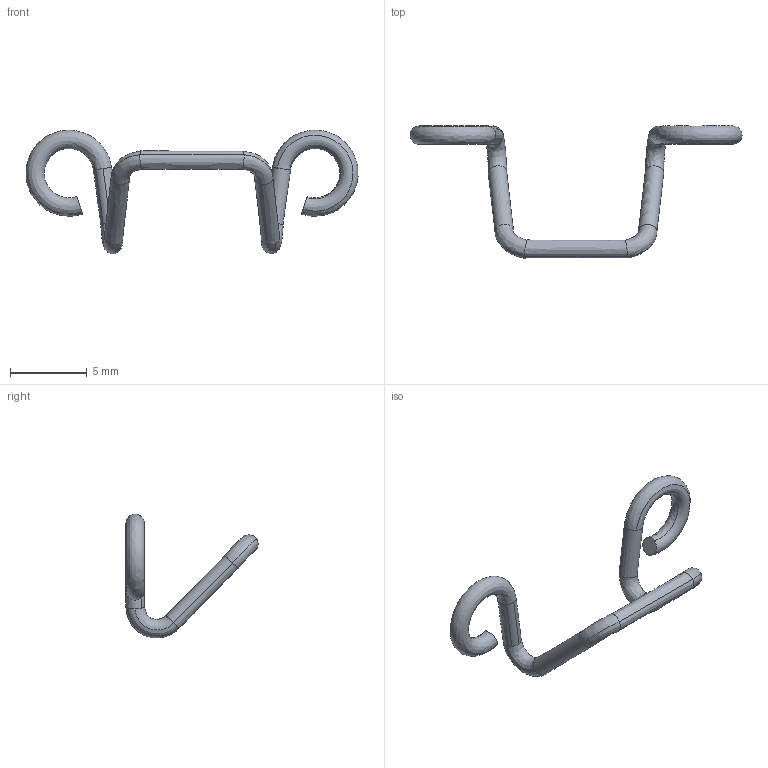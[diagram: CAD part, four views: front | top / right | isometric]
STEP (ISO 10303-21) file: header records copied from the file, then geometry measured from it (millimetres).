
FILE_DESCRIPTION((''),'2;1');
FILE_NAME('','2005-07-15T17:08:15',(''),(''),'','CADfix','');
FILE_SCHEMA(('AUTOMOTIVE_DESIGN'));
Length unit declared in the file: millimetre
Products named in the file (1): spring
Bounding box: 21.58 x 8.6 x 8.04 mm (x, y, z)
Volume: 64.7 mm3; surface area: 218.7 mm2
Topology: 1 solids, 1 shells, 24 faces, 70 edges, 48 vertices
Faces by surface type: bspline 24
Entity records: 3400 total; most frequent: CARTESIAN_POINT 2982, ORIENTED_EDGE 140, EDGE_CURVE 70, VERTEX_POINT 48, B_SPLINE_CURVE_WITH_KNOTS 40, EDGE_LOOP 24, FACE_OUTER_BOUND 24, ADVANCED_FACE 24
